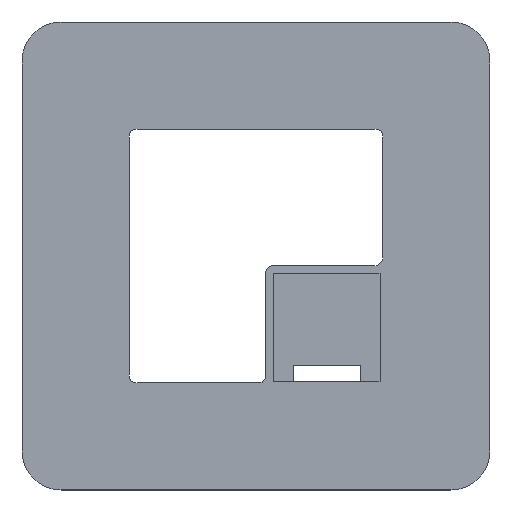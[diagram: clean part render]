
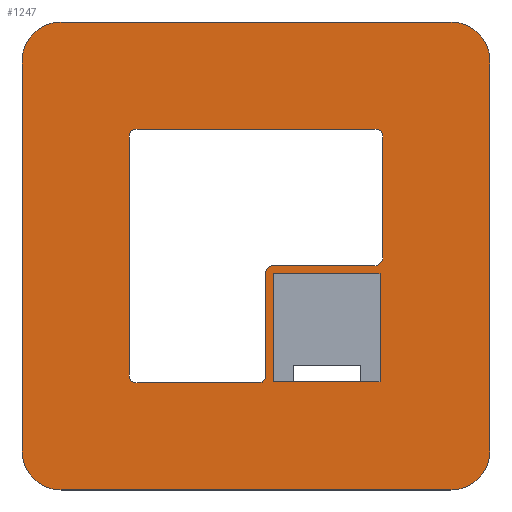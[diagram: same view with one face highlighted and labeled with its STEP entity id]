
A CAD part, top view. The second image highlights one B-rep face of the part: STEP entity #1247.
In plain terms, the highlighted planar face has unit normal (0, 0, 1).
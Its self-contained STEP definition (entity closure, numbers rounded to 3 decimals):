
#15=FACE_BOUND('',#224,.T.);
#16=FACE_BOUND('',#225,.T.);
#73=PLANE('',#1368);
#141=FACE_OUTER_BOUND('',#223,.T.);
#223=EDGE_LOOP('',(#945,#946,#947,#948,#949,#950,#951,#952));
#224=EDGE_LOOP('',(#953,#954,#955,#956));
#225=EDGE_LOOP('',(#957,#958,#959,#960,#961,#962,#963,#964,#965,#966,#967,
#968));
#309=LINE('',#1930,#433);
#312=LINE('',#1935,#436);
#313=LINE('',#1938,#437);
#316=LINE('',#1942,#440);
#317=LINE('',#1948,#441);
#318=LINE('',#1952,#442);
#319=LINE('',#1956,#443);
#320=LINE('',#1959,#444);
#321=LINE('',#1964,#445);
#322=LINE('',#1968,#446);
#323=LINE('',#1972,#447);
#324=LINE('',#1976,#448);
#325=LINE('',#1980,#449);
#326=LINE('',#1983,#450);
#433=VECTOR('',#1565,10.);
#436=VECTOR('',#1570,10.);
#437=VECTOR('',#1573,10.);
#440=VECTOR('',#1578,10.);
#441=VECTOR('',#1583,10.);
#442=VECTOR('',#1586,10.);
#443=VECTOR('',#1589,10.);
#444=VECTOR('',#1592,10.);
#445=VECTOR('',#1595,10.);
#446=VECTOR('',#1598,10.);
#447=VECTOR('',#1601,10.);
#448=VECTOR('',#1604,10.);
#449=VECTOR('',#1607,10.);
#450=VECTOR('',#1610,10.);
#549=CIRCLE('',#1369,10.);
#550=CIRCLE('',#1370,10.);
#551=CIRCLE('',#1371,10.);
#552=CIRCLE('',#1372,10.);
#553=CIRCLE('',#1373,1.768);
#554=CIRCLE('',#1374,1.768);
#555=CIRCLE('',#1375,1.768);
#556=CIRCLE('',#1376,1.768);
#557=CIRCLE('',#1377,1.768);
#558=CIRCLE('',#1378,2.);
#605=VERTEX_POINT('',#1927);
#606=VERTEX_POINT('',#1929);
#607=VERTEX_POINT('',#1933);
#608=VERTEX_POINT('',#1937);
#609=VERTEX_POINT('',#1944);
#610=VERTEX_POINT('',#1945);
#611=VERTEX_POINT('',#1947);
#612=VERTEX_POINT('',#1949);
#613=VERTEX_POINT('',#1951);
#614=VERTEX_POINT('',#1953);
#615=VERTEX_POINT('',#1955);
#616=VERTEX_POINT('',#1957);
#617=VERTEX_POINT('',#1960);
#618=VERTEX_POINT('',#1961);
#619=VERTEX_POINT('',#1963);
#620=VERTEX_POINT('',#1965);
#621=VERTEX_POINT('',#1967);
#622=VERTEX_POINT('',#1969);
#623=VERTEX_POINT('',#1971);
#624=VERTEX_POINT('',#1973);
#625=VERTEX_POINT('',#1975);
#626=VERTEX_POINT('',#1977);
#627=VERTEX_POINT('',#1979);
#628=VERTEX_POINT('',#1981);
#729=EDGE_CURVE('',#606,#605,#309,.T.);
#732=EDGE_CURVE('',#605,#607,#312,.T.);
#733=EDGE_CURVE('',#608,#606,#313,.T.);
#736=EDGE_CURVE('',#607,#608,#316,.T.);
#737=EDGE_CURVE('',#609,#610,#549,.T.);
#738=EDGE_CURVE('',#609,#611,#317,.T.);
#739=EDGE_CURVE('',#612,#611,#550,.T.);
#740=EDGE_CURVE('',#612,#613,#318,.T.);
#741=EDGE_CURVE('',#614,#613,#551,.T.);
#742=EDGE_CURVE('',#614,#615,#319,.T.);
#743=EDGE_CURVE('',#616,#615,#552,.T.);
#744=EDGE_CURVE('',#616,#610,#320,.T.);
#745=EDGE_CURVE('',#617,#618,#553,.T.);
#746=EDGE_CURVE('',#618,#619,#321,.T.);
#747=EDGE_CURVE('',#619,#620,#554,.T.);
#748=EDGE_CURVE('',#620,#621,#322,.T.);
#749=EDGE_CURVE('',#621,#622,#555,.T.);
#750=EDGE_CURVE('',#622,#623,#323,.T.);
#751=EDGE_CURVE('',#623,#624,#556,.T.);
#752=EDGE_CURVE('',#624,#625,#324,.T.);
#753=EDGE_CURVE('',#625,#626,#557,.T.);
#754=EDGE_CURVE('',#626,#627,#325,.T.);
#755=EDGE_CURVE('',#627,#628,#558,.T.);
#756=EDGE_CURVE('',#628,#617,#326,.T.);
#945=ORIENTED_EDGE('',*,*,#737,.F.);
#946=ORIENTED_EDGE('',*,*,#738,.T.);
#947=ORIENTED_EDGE('',*,*,#739,.F.);
#948=ORIENTED_EDGE('',*,*,#740,.T.);
#949=ORIENTED_EDGE('',*,*,#741,.F.);
#950=ORIENTED_EDGE('',*,*,#742,.T.);
#951=ORIENTED_EDGE('',*,*,#743,.F.);
#952=ORIENTED_EDGE('',*,*,#744,.T.);
#953=ORIENTED_EDGE('',*,*,#729,.T.);
#954=ORIENTED_EDGE('',*,*,#732,.T.);
#955=ORIENTED_EDGE('',*,*,#736,.T.);
#956=ORIENTED_EDGE('',*,*,#733,.T.);
#957=ORIENTED_EDGE('',*,*,#745,.T.);
#958=ORIENTED_EDGE('',*,*,#746,.T.);
#959=ORIENTED_EDGE('',*,*,#747,.T.);
#960=ORIENTED_EDGE('',*,*,#748,.T.);
#961=ORIENTED_EDGE('',*,*,#749,.T.);
#962=ORIENTED_EDGE('',*,*,#750,.T.);
#963=ORIENTED_EDGE('',*,*,#751,.T.);
#964=ORIENTED_EDGE('',*,*,#752,.T.);
#965=ORIENTED_EDGE('',*,*,#753,.T.);
#966=ORIENTED_EDGE('',*,*,#754,.T.);
#967=ORIENTED_EDGE('',*,*,#755,.T.);
#968=ORIENTED_EDGE('',*,*,#756,.T.);
#1247=ADVANCED_FACE('',(#141,#15,#16),#73,.T.);
#1368=AXIS2_PLACEMENT_3D('',#1943,#1579,#1580);
#1369=AXIS2_PLACEMENT_3D('',#1946,#1581,#1582);
#1370=AXIS2_PLACEMENT_3D('',#1950,#1584,#1585);
#1371=AXIS2_PLACEMENT_3D('',#1954,#1587,#1588);
#1372=AXIS2_PLACEMENT_3D('',#1958,#1590,#1591);
#1373=AXIS2_PLACEMENT_3D('',#1962,#1593,#1594);
#1374=AXIS2_PLACEMENT_3D('',#1966,#1596,#1597);
#1375=AXIS2_PLACEMENT_3D('',#1970,#1599,#1600);
#1376=AXIS2_PLACEMENT_3D('',#1974,#1602,#1603);
#1377=AXIS2_PLACEMENT_3D('',#1978,#1605,#1606);
#1378=AXIS2_PLACEMENT_3D('',#1982,#1608,#1609);
#1565=DIRECTION('',(0.,1.,0.));
#1570=DIRECTION('',(1.,0.,0.));
#1573=DIRECTION('',(-1.,0.,0.));
#1578=DIRECTION('',(0.,-1.,0.));
#1579=DIRECTION('center_axis',(0.,0.,1.));
#1580=DIRECTION('ref_axis',(1.,0.,0.));
#1581=DIRECTION('center_axis',(0.,0.,-1.));
#1582=DIRECTION('ref_axis',(-0.707,-0.707,0.));
#1583=DIRECTION('',(1.,0.,0.));
#1584=DIRECTION('center_axis',(0.,0.,-1.));
#1585=DIRECTION('ref_axis',(0.707,-0.707,0.));
#1586=DIRECTION('',(0.,1.,0.));
#1587=DIRECTION('center_axis',(0.,0.,-1.));
#1588=DIRECTION('ref_axis',(0.707,0.707,0.));
#1589=DIRECTION('',(-1.,0.,0.));
#1590=DIRECTION('center_axis',(0.,0.,-1.));
#1591=DIRECTION('ref_axis',(-0.707,0.707,0.));
#1592=DIRECTION('',(0.,-1.,0.));
#1593=DIRECTION('center_axis',(0.,0.,1.));
#1594=DIRECTION('ref_axis',(0.141,0.99,0.));
#1595=DIRECTION('',(0.,-1.,0.));
#1596=DIRECTION('center_axis',(0.,0.,-1.));
#1597=DIRECTION('ref_axis',(-0.141,-0.99,0.));
#1598=DIRECTION('',(-1.,0.,0.));
#1599=DIRECTION('center_axis',(0.,0.,-1.));
#1600=DIRECTION('ref_axis',(-0.99,0.141,0.));
#1601=DIRECTION('',(0.,1.,0.));
#1602=DIRECTION('center_axis',(0.,0.,-1.));
#1603=DIRECTION('ref_axis',(0.141,0.99,0.));
#1604=DIRECTION('',(1.,0.,0.));
#1605=DIRECTION('center_axis',(0.,0.,-1.));
#1606=DIRECTION('ref_axis',(0.99,-0.141,0.));
#1607=DIRECTION('',(0.,-1.,0.));
#1608=DIRECTION('center_axis',(0.,0.,-1.));
#1609=DIRECTION('ref_axis',(0.,-1.,0.));
#1610=DIRECTION('',(-1.,0.,0.));
#1927=CARTESIAN_POINT('',(74.5,133.78,48.58));
#1929=CARTESIAN_POINT('',(74.5,105.98,48.58));
#1930=CARTESIAN_POINT('',(74.5,136.03,48.58));
#1933=CARTESIAN_POINT('',(101.8,133.78,48.58));
#1935=CARTESIAN_POINT('',(85.9,133.78,48.58));
#1937=CARTESIAN_POINT('',(101.8,105.98,48.58));
#1938=CARTESIAN_POINT('',(72.25,105.98,48.58));
#1942=CARTESIAN_POINT('',(101.8,122.13,48.58));
#1943=CARTESIAN_POINT('Origin',(70.,138.28,48.58));
#1944=CARTESIAN_POINT('',(20.,78.28,48.58));
#1945=CARTESIAN_POINT('',(10.,88.28,48.58));
#1946=CARTESIAN_POINT('Origin',(20.,88.28,48.58));
#1947=CARTESIAN_POINT('',(120.,78.28,48.58));
#1948=CARTESIAN_POINT('',(20.,78.28,48.58));
#1949=CARTESIAN_POINT('',(130.,88.28,48.58));
#1950=CARTESIAN_POINT('Origin',(120.,88.28,48.58));
#1951=CARTESIAN_POINT('',(130.,188.28,48.58));
#1952=CARTESIAN_POINT('',(130.,78.28,48.58));
#1953=CARTESIAN_POINT('',(120.,198.28,48.58));
#1954=CARTESIAN_POINT('Origin',(120.,188.28,48.58));
#1955=CARTESIAN_POINT('',(20.,198.28,48.58));
#1956=CARTESIAN_POINT('',(20.,198.28,48.58));
#1957=CARTESIAN_POINT('',(10.,188.28,48.58));
#1958=CARTESIAN_POINT('Origin',(20.,188.28,48.58));
#1959=CARTESIAN_POINT('',(10.,198.28,48.58));
#1960=CARTESIAN_POINT('',(74.5,135.78,48.58));
#1961=CARTESIAN_POINT('',(72.5,133.78,48.58));
#1962=CARTESIAN_POINT('Origin',(74.25,134.03,48.58));
#1963=CARTESIAN_POINT('',(72.5,107.28,48.58));
#1964=CARTESIAN_POINT('',(72.5,122.78,48.58));
#1965=CARTESIAN_POINT('',(71.,105.78,48.58));
#1966=CARTESIAN_POINT('Origin',(70.75,107.53,48.58));
#1967=CARTESIAN_POINT('',(39.5,105.78,48.58));
#1968=CARTESIAN_POINT('',(54.75,105.78,48.58));
#1969=CARTESIAN_POINT('',(37.5,107.78,48.58));
#1970=CARTESIAN_POINT('Origin',(39.25,107.53,48.58));
#1971=CARTESIAN_POINT('',(37.5,168.78,48.58));
#1972=CARTESIAN_POINT('',(37.5,153.53,48.58));
#1973=CARTESIAN_POINT('',(39.5,170.78,48.58));
#1974=CARTESIAN_POINT('Origin',(39.25,169.03,48.58));
#1975=CARTESIAN_POINT('',(100.5,170.78,48.58));
#1976=CARTESIAN_POINT('',(85.25,170.78,48.58));
#1977=CARTESIAN_POINT('',(102.5,168.78,48.58));
#1978=CARTESIAN_POINT('Origin',(100.75,169.03,48.58));
#1979=CARTESIAN_POINT('',(102.5,137.78,48.58));
#1980=CARTESIAN_POINT('',(102.5,138.03,48.58));
#1981=CARTESIAN_POINT('',(100.5,135.78,48.58));
#1982=CARTESIAN_POINT('Origin',(100.5,137.78,48.58));
#1983=CARTESIAN_POINT('',(72.25,135.78,48.58));
